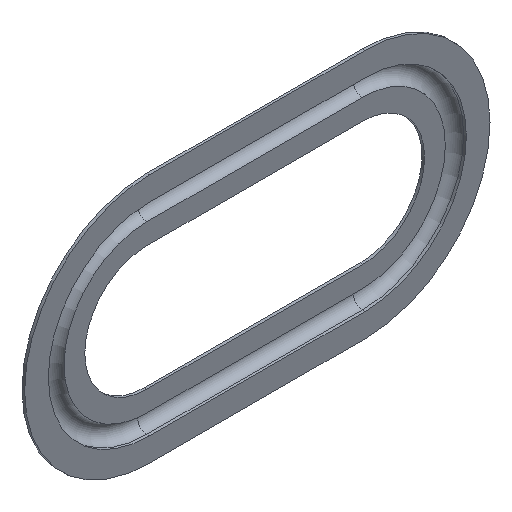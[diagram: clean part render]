
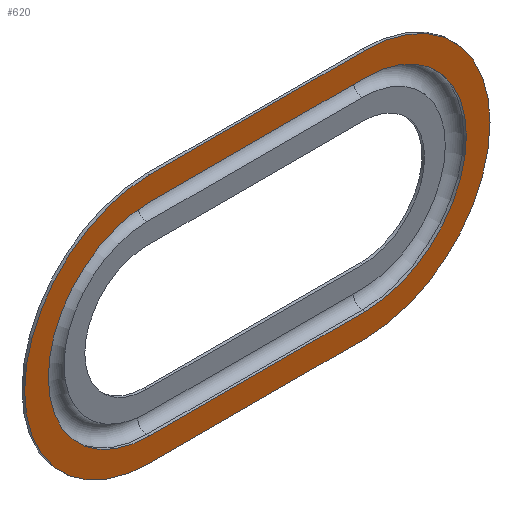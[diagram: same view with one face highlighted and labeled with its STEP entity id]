
A CAD part, isometric view. The second image highlights one B-rep face of the part: STEP entity #620.
In plain terms, the highlighted planar face has unit normal (0, -1, 0).
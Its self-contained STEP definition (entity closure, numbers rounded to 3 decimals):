
#16=CARTESIAN_POINT('',(-20.5,0.,0.));
#17=DIRECTION('',(0.,1.,0.));
#18=DIRECTION('',(0.,0.,-1.));
#19=AXIS2_PLACEMENT_3D('',#16,#17,#18);
#25=CARTESIAN_POINT('',(-20.5,0.,0.));
#26=DIRECTION('',(0.,1.,0.));
#27=DIRECTION('',(-1.,0.,0.));
#28=AXIS2_PLACEMENT_3D('',#25,#26,#27);
#33=CARTESIAN_POINT('',(20.5,0.,0.));
#34=DIRECTION('',(0.,1.,0.));
#35=DIRECTION('',(0.,0.,1.));
#36=AXIS2_PLACEMENT_3D('',#33,#34,#35);
#41=CARTESIAN_POINT('',(20.5,0.,0.));
#42=DIRECTION('',(0.,1.,0.));
#43=DIRECTION('',(1.,0.,0.));
#44=AXIS2_PLACEMENT_3D('',#41,#42,#43);
#49=CARTESIAN_POINT('',(-20.5,0.,0.));
#50=DIRECTION('',(0.,-1.,0.));
#51=DIRECTION('',(0.,0.,1.));
#52=AXIS2_PLACEMENT_3D('',#49,#50,#51);
#57=CARTESIAN_POINT('',(-20.5,0.,0.));
#58=DIRECTION('',(0.,-1.,0.));
#59=DIRECTION('',(-1.,0.,0.));
#60=AXIS2_PLACEMENT_3D('',#57,#58,#59);
#65=CARTESIAN_POINT('',(20.5,0.,0.));
#66=DIRECTION('',(0.,-1.,0.));
#67=DIRECTION('',(0.,0.,-1.));
#68=AXIS2_PLACEMENT_3D('',#65,#66,#67);
#73=CARTESIAN_POINT('',(20.5,0.,0.));
#74=DIRECTION('',(0.,-1.,0.));
#75=DIRECTION('',(1.,0.,0.));
#76=AXIS2_PLACEMENT_3D('',#73,#74,#75);
#95=DIRECTION('',(1.,0.,0.));
#96=VECTOR('',#95,41.);
#97=CARTESIAN_POINT('',(-20.5,0.,-23.75));
#98=LINE('',#97,#96);
#116=DIRECTION('',(-1.,0.,0.));
#117=VECTOR('',#116,41.);
#118=CARTESIAN_POINT('',(20.5,0.,23.75));
#119=LINE('',#118,#117);
#457=DIRECTION('',(1.,0.,0.));
#458=VECTOR('',#457,41.);
#459=CARTESIAN_POINT('',(-20.5,0.,19.25));
#460=LINE('',#459,#458);
#478=DIRECTION('',(-1.,0.,0.));
#479=VECTOR('',#478,41.);
#480=CARTESIAN_POINT('',(20.5,0.,-19.25));
#481=LINE('',#480,#479);
#499=CARTESIAN_POINT('',(-20.5,0.,-23.75));
#500=CARTESIAN_POINT('',(-44.25,0.,0.));
#501=VERTEX_POINT('',#499);
#502=VERTEX_POINT('',#500);
#503=CARTESIAN_POINT('',(-20.5,0.,23.75));
#504=VERTEX_POINT('',#503);
#505=CARTESIAN_POINT('',(20.5,0.,23.75));
#506=VERTEX_POINT('',#505);
#507=CARTESIAN_POINT('',(44.25,0.,0.));
#508=VERTEX_POINT('',#507);
#509=CARTESIAN_POINT('',(20.5,0.,-23.75));
#510=VERTEX_POINT('',#509);
#511=CARTESIAN_POINT('',(-20.5,0.,19.25));
#512=CARTESIAN_POINT('',(20.5,0.,19.25));
#513=VERTEX_POINT('',#511);
#514=VERTEX_POINT('',#512);
#515=CARTESIAN_POINT('',(-39.75,0.,0.));
#516=VERTEX_POINT('',#515);
#517=CARTESIAN_POINT('',(-20.5,0.,-19.25));
#518=VERTEX_POINT('',#517);
#519=CARTESIAN_POINT('',(20.5,0.,-19.25));
#520=VERTEX_POINT('',#519);
#521=CARTESIAN_POINT('',(39.75,0.,0.));
#522=VERTEX_POINT('',#521);
#587=CARTESIAN_POINT('',(0.,0.,0.));
#588=DIRECTION('',(0.,1.,0.));
#589=DIRECTION('',(1.,0.,0.));
#590=AXIS2_PLACEMENT_3D('',#587,#588,#589);
#591=PLANE('',#590);
#593=ORIENTED_EDGE('',*,*,#592,.T.);
#595=ORIENTED_EDGE('',*,*,#594,.T.);
#597=ORIENTED_EDGE('',*,*,#596,.F.);
#599=ORIENTED_EDGE('',*,*,#598,.T.);
#601=ORIENTED_EDGE('',*,*,#600,.T.);
#603=ORIENTED_EDGE('',*,*,#602,.F.);
#604=EDGE_LOOP('',(#593,#595,#597,#599,#601,#603));
#605=FACE_OUTER_BOUND('',#604,.F.);
#607=ORIENTED_EDGE('',*,*,#606,.F.);
#609=ORIENTED_EDGE('',*,*,#608,.T.);
#611=ORIENTED_EDGE('',*,*,#610,.T.);
#613=ORIENTED_EDGE('',*,*,#612,.F.);
#615=ORIENTED_EDGE('',*,*,#614,.T.);
#617=ORIENTED_EDGE('',*,*,#616,.T.);
#618=EDGE_LOOP('',(#607,#609,#611,#613,#615,#617));
#619=FACE_BOUND('',#618,.F.);
#20=CIRCLE('',#19,23.75);
#29=CIRCLE('',#28,23.75);
#37=CIRCLE('',#36,23.75);
#45=CIRCLE('',#44,23.75);
#53=CIRCLE('',#52,19.25);
#61=CIRCLE('',#60,19.25);
#69=CIRCLE('',#68,19.25);
#77=CIRCLE('',#76,19.25);
#592=EDGE_CURVE('',#501,#502,#20,.T.);
#594=EDGE_CURVE('',#502,#504,#29,.T.);
#596=EDGE_CURVE('',#506,#504,#119,.T.);
#598=EDGE_CURVE('',#506,#508,#37,.T.);
#600=EDGE_CURVE('',#508,#510,#45,.T.);
#602=EDGE_CURVE('',#501,#510,#98,.T.);
#606=EDGE_CURVE('',#513,#514,#460,.T.);
#608=EDGE_CURVE('',#513,#516,#53,.T.);
#610=EDGE_CURVE('',#516,#518,#61,.T.);
#612=EDGE_CURVE('',#520,#518,#481,.T.);
#614=EDGE_CURVE('',#520,#522,#69,.T.);
#616=EDGE_CURVE('',#522,#514,#77,.T.);
#620=ADVANCED_FACE('',(#605,#619),#591,.F.);
